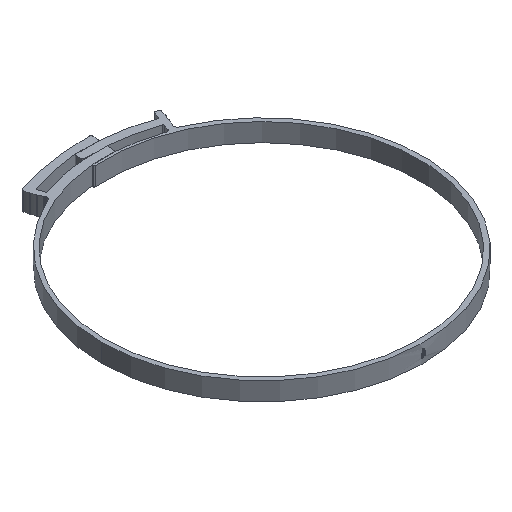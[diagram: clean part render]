
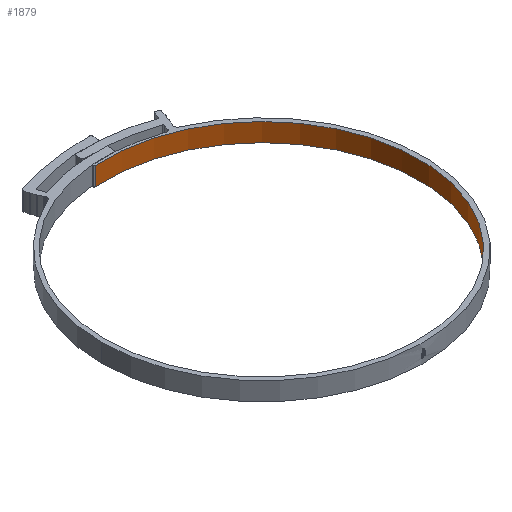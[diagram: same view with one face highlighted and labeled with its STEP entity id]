
A CAD part, isometric view. The second image highlights one B-rep face of the part: STEP entity #1879.
In plain terms, the highlighted cylindrical face has radius 84.65 mm (diameter 169.3 mm), a partial arc.
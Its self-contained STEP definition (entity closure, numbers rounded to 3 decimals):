
#88 = AXIS2_PLACEMENT_3D ( 'NONE', #667, #4717, #140 ) ;
#140 = DIRECTION ( 'NONE',  ( -1., 0., 0. ) ) ;
#646 = EDGE_CURVE ( 'NONE', #2615, #4310, #6451, .T. ) ;
#658 = DIRECTION ( 'NONE',  ( 0., 0., -1. ) ) ;
#667 = CARTESIAN_POINT ( 'NONE',  ( 0., 0., 4.95 ) ) ;
#714 = AXIS2_PLACEMENT_3D ( 'NONE', #4506, #5549, #3584 ) ;
#788 = CARTESIAN_POINT ( 'NONE',  ( -6.05, 84.434, -4.95 ) ) ;
#817 = CARTESIAN_POINT ( 'NONE',  ( -84.65, 0., -4.95 ) ) ;
#837 = ORIENTED_EDGE ( 'NONE', *, *, #646, .F. ) ;
#1725 = DIRECTION ( 'NONE',  ( -1., 0., 0. ) ) ;
#1815 = VECTOR ( 'NONE', #658, 1000. ) ;
#1866 = AXIS2_PLACEMENT_3D ( 'NONE', #6272, #5149, #1725 ) ;
#1879 = ADVANCED_FACE ( 'NONE', ( #4163 ), #5779, .F. ) ;
#2068 = CIRCLE ( 'NONE', #1866, 84.65 ) ;
#2467 = EDGE_CURVE ( 'NONE', #3101, #2615, #2068, .T. ) ;
#2500 = CARTESIAN_POINT ( 'NONE',  ( -84.65, 0., 4.95 ) ) ;
#2615 = VERTEX_POINT ( 'NONE', #2500 ) ;
#3101 = VERTEX_POINT ( 'NONE', #5949 ) ;
#3311 = EDGE_LOOP ( 'NONE', ( #5015, #837, #5903, #4916 ) ) ;
#3576 = EDGE_CURVE ( 'NONE', #6134, #4310, #4743, .T. ) ;
#3584 = DIRECTION ( 'NONE',  ( -1., 0., 0. ) ) ;
#4016 = DIRECTION ( 'NONE',  ( 0., 0., -1. ) ) ;
#4163 = FACE_OUTER_BOUND ( 'NONE', #3311, .T. ) ;
#4310 = VERTEX_POINT ( 'NONE', #817 ) ;
#4506 = CARTESIAN_POINT ( 'NONE',  ( 0., 0., -4.95 ) ) ;
#4708 = CARTESIAN_POINT ( 'NONE',  ( -6.05, 84.434, 4.95 ) ) ;
#4717 = DIRECTION ( 'NONE',  ( 0., 0., -1. ) ) ;
#4743 = CIRCLE ( 'NONE', #714, 84.65 ) ;
#4916 = ORIENTED_EDGE ( 'NONE', *, *, #5218, .T. ) ;
#4964 = CARTESIAN_POINT ( 'NONE',  ( -84.65, 0., 4.95 ) ) ;
#5015 = ORIENTED_EDGE ( 'NONE', *, *, #3576, .T. ) ;
#5035 = VECTOR ( 'NONE', #4016, 1000. ) ;
#5149 = DIRECTION ( 'NONE',  ( 0., 0., -1. ) ) ;
#5201 = LINE ( 'NONE', #4708, #1815 ) ;
#5218 = EDGE_CURVE ( 'NONE', #3101, #6134, #5201, .T. ) ;
#5549 = DIRECTION ( 'NONE',  ( 0., 0., -1. ) ) ;
#5779 = CYLINDRICAL_SURFACE ( 'NONE', #88, 84.65 ) ;
#5903 = ORIENTED_EDGE ( 'NONE', *, *, #2467, .F. ) ;
#5949 = CARTESIAN_POINT ( 'NONE',  ( -6.05, 84.434, 4.95 ) ) ;
#6134 = VERTEX_POINT ( 'NONE', #788 ) ;
#6272 = CARTESIAN_POINT ( 'NONE',  ( 0., 0., 4.95 ) ) ;
#6451 = LINE ( 'NONE', #4964, #5035 ) ;
